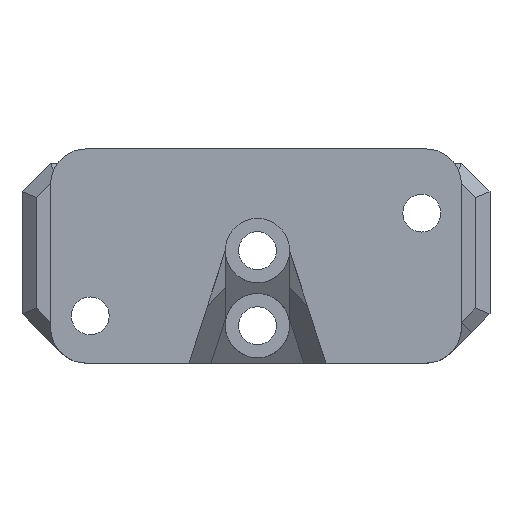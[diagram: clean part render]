
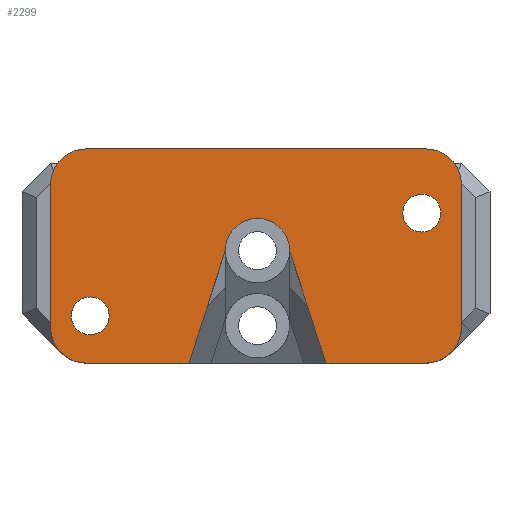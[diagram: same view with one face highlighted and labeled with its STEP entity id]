
A CAD part, left-side view. The second image highlights one B-rep face of the part: STEP entity #2299.
In plain terms, the highlighted planar face has unit normal (-1, 0, 0).
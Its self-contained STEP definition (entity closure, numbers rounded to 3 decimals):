
#43=CIRCLE('',#2427,5.);
#44=CIRCLE('',#2428,5.);
#45=CIRCLE('',#2429,5.);
#46=CIRCLE('',#2430,5.);
#47=CIRCLE('',#2431,4.5);
#48=CIRCLE('',#2432,4.5);
#49=CIRCLE('',#2433,2.65);
#50=CIRCLE('',#2434,2.65);
#86=FACE_BOUND('',#322,.T.);
#87=FACE_BOUND('',#323,.T.);
#190=FACE_OUTER_BOUND('',#321,.T.);
#321=EDGE_LOOP('',(#1677,#1678,#1679,#1680,#1681,#1682,#1683,#1684,#1685,
#1686,#1687,#1688,#1689,#1690,#1691,#1692,#1693));
#322=EDGE_LOOP('',(#1694));
#323=EDGE_LOOP('',(#1695));
#492=LINE('',#3658,#749);
#498=LINE('',#3672,#755);
#503=LINE('',#3681,#760);
#504=LINE('',#3684,#761);
#505=LINE('',#3686,#762);
#506=LINE('',#3690,#763);
#507=LINE('',#3694,#764);
#508=LINE('',#3698,#765);
#509=LINE('',#3702,#766);
#510=LINE('',#3703,#767);
#511=LINE('',#3708,#768);
#749=VECTOR('',#2653,10.);
#755=VECTOR('',#2663,10.);
#760=VECTOR('',#2670,10.);
#761=VECTOR('',#2673,10.);
#762=VECTOR('',#2674,10.);
#763=VECTOR('',#2677,10.);
#764=VECTOR('',#2680,10.);
#765=VECTOR('',#2683,10.);
#766=VECTOR('',#2686,10.);
#767=VECTOR('',#2687,10.);
#768=VECTOR('',#2692,10.);
#1009=VERTEX_POINT('',#3652);
#1011=VERTEX_POINT('',#3656);
#1015=VERTEX_POINT('',#3668);
#1017=VERTEX_POINT('',#3671);
#1020=VERTEX_POINT('',#3679);
#1021=VERTEX_POINT('',#3683);
#1022=VERTEX_POINT('',#3685);
#1023=VERTEX_POINT('',#3687);
#1024=VERTEX_POINT('',#3689);
#1025=VERTEX_POINT('',#3691);
#1026=VERTEX_POINT('',#3693);
#1027=VERTEX_POINT('',#3695);
#1028=VERTEX_POINT('',#3697);
#1029=VERTEX_POINT('',#3699);
#1030=VERTEX_POINT('',#3701);
#1031=VERTEX_POINT('',#3704);
#1032=VERTEX_POINT('',#3706);
#1033=VERTEX_POINT('',#3709);
#1034=VERTEX_POINT('',#3711);
#1253=EDGE_CURVE('',#1009,#1011,#492,.T.);
#1259=EDGE_CURVE('',#1017,#1015,#498,.T.);
#1264=EDGE_CURVE('',#1015,#1020,#503,.T.);
#1265=EDGE_CURVE('',#1011,#1021,#504,.T.);
#1266=EDGE_CURVE('',#1021,#1022,#505,.T.);
#1267=EDGE_CURVE('',#1022,#1023,#43,.T.);
#1268=EDGE_CURVE('',#1023,#1024,#506,.T.);
#1269=EDGE_CURVE('',#1024,#1025,#44,.T.);
#1270=EDGE_CURVE('',#1025,#1026,#507,.T.);
#1271=EDGE_CURVE('',#1026,#1027,#45,.T.);
#1272=EDGE_CURVE('',#1027,#1028,#508,.T.);
#1273=EDGE_CURVE('',#1028,#1029,#46,.T.);
#1274=EDGE_CURVE('',#1029,#1030,#509,.T.);
#1275=EDGE_CURVE('',#1030,#1017,#510,.T.);
#1276=EDGE_CURVE('',#1031,#1020,#47,.T.);
#1277=EDGE_CURVE('',#1032,#1031,#48,.T.);
#1278=EDGE_CURVE('',#1009,#1032,#511,.T.);
#1279=EDGE_CURVE('',#1033,#1033,#49,.T.);
#1280=EDGE_CURVE('',#1034,#1034,#50,.T.);
#1677=ORIENTED_EDGE('',*,*,#1253,.T.);
#1678=ORIENTED_EDGE('',*,*,#1265,.T.);
#1679=ORIENTED_EDGE('',*,*,#1266,.T.);
#1680=ORIENTED_EDGE('',*,*,#1267,.T.);
#1681=ORIENTED_EDGE('',*,*,#1268,.T.);
#1682=ORIENTED_EDGE('',*,*,#1269,.T.);
#1683=ORIENTED_EDGE('',*,*,#1270,.T.);
#1684=ORIENTED_EDGE('',*,*,#1271,.T.);
#1685=ORIENTED_EDGE('',*,*,#1272,.T.);
#1686=ORIENTED_EDGE('',*,*,#1273,.T.);
#1687=ORIENTED_EDGE('',*,*,#1274,.T.);
#1688=ORIENTED_EDGE('',*,*,#1275,.T.);
#1689=ORIENTED_EDGE('',*,*,#1259,.T.);
#1690=ORIENTED_EDGE('',*,*,#1264,.T.);
#1691=ORIENTED_EDGE('',*,*,#1276,.F.);
#1692=ORIENTED_EDGE('',*,*,#1277,.F.);
#1693=ORIENTED_EDGE('',*,*,#1278,.F.);
#1694=ORIENTED_EDGE('',*,*,#1279,.F.);
#1695=ORIENTED_EDGE('',*,*,#1280,.F.);
#2195=PLANE('',#2426);
#2299=ADVANCED_FACE('',(#190,#86,#87),#2195,.T.);
#2426=AXIS2_PLACEMENT_3D('',#3682,#2671,#2672);
#2427=AXIS2_PLACEMENT_3D('',#3688,#2675,#2676);
#2428=AXIS2_PLACEMENT_3D('',#3692,#2678,#2679);
#2429=AXIS2_PLACEMENT_3D('',#3696,#2681,#2682);
#2430=AXIS2_PLACEMENT_3D('',#3700,#2684,#2685);
#2431=AXIS2_PLACEMENT_3D('',#3705,#2688,#2689);
#2432=AXIS2_PLACEMENT_3D('',#3707,#2690,#2691);
#2433=AXIS2_PLACEMENT_3D('',#3710,#2693,#2694);
#2434=AXIS2_PLACEMENT_3D('',#3712,#2695,#2696);
#2653=DIRECTION('',(0.,-0.679,-0.734));
#2663=DIRECTION('',(0.,-0.679,0.734));
#2670=DIRECTION('',(0.,0.,1.));
#2671=DIRECTION('center_axis',(-1.,0.,0.));
#2672=DIRECTION('ref_axis',(0.,0.,-1.));
#2673=DIRECTION('',(0.,-0.308,-0.951));
#2674=DIRECTION('',(0.,-1.,0.));
#2675=DIRECTION('center_axis',(-1.,0.,0.));
#2676=DIRECTION('ref_axis',(0.,0.,-1.));
#2677=DIRECTION('',(0.,0.,1.));
#2678=DIRECTION('center_axis',(-1.,0.,0.));
#2679=DIRECTION('ref_axis',(0.,-0.707,0.707));
#2680=DIRECTION('',(0.,1.,0.));
#2681=DIRECTION('center_axis',(-1.,0.,0.));
#2682=DIRECTION('ref_axis',(0.,0.707,0.707));
#2683=DIRECTION('',(0.,0.,-1.));
#2684=DIRECTION('center_axis',(-1.,0.,0.));
#2685=DIRECTION('ref_axis',(0.,0.707,-0.707));
#2686=DIRECTION('',(0.,-1.,0.));
#2687=DIRECTION('',(0.,-0.308,0.951));
#2688=DIRECTION('center_axis',(-1.,0.,0.));
#2689=DIRECTION('ref_axis',(0.,0.,-1.));
#2690=DIRECTION('center_axis',(-1.,0.,0.));
#2691=DIRECTION('ref_axis',(0.,0.,-1.));
#2692=DIRECTION('',(0.,0.,1.));
#2693=DIRECTION('center_axis',(-1.,0.,0.));
#2694=DIRECTION('ref_axis',(0.,0.,1.));
#2695=DIRECTION('center_axis',(-1.,0.,0.));
#2696=DIRECTION('ref_axis',(0.,0.,1.));
#3652=CARTESIAN_POINT('',(-26.,-4.7,15.632));
#3656=CARTESIAN_POINT('',(-26.,-4.754,15.574));
#3658=CARTESIAN_POINT('',(-26.,-5.746,14.502));
#3668=CARTESIAN_POINT('',(-26.,4.3,15.632));
#3671=CARTESIAN_POINT('',(-26.,4.354,15.574));
#3672=CARTESIAN_POINT('',(-26.,5.29,14.563));
#3679=CARTESIAN_POINT('',(-26.,4.3,15.75));
#3681=CARTESIAN_POINT('',(-26.,4.3,15.375));
#3682=CARTESIAN_POINT('Origin',(-26.,0.,15.));
#3683=CARTESIAN_POINT('',(-26.,-9.8,0.));
#3684=CARTESIAN_POINT('',(-26.,-5.86,12.159));
#3685=CARTESIAN_POINT('',(-26.,-23.75,0.));
#3686=CARTESIAN_POINT('',(-26.,28.75,0.));
#3687=CARTESIAN_POINT('',(-26.,-28.75,5.));
#3688=CARTESIAN_POINT('Origin',(-26.,-23.75,5.));
#3689=CARTESIAN_POINT('',(-26.,-28.75,25.));
#3690=CARTESIAN_POINT('',(-26.,-28.75,0.));
#3691=CARTESIAN_POINT('',(-26.,-23.75,30.));
#3692=CARTESIAN_POINT('Origin',(-26.,-23.75,25.));
#3693=CARTESIAN_POINT('',(-26.,23.75,30.));
#3694=CARTESIAN_POINT('',(-26.,-28.75,30.));
#3695=CARTESIAN_POINT('',(-26.,28.75,25.));
#3696=CARTESIAN_POINT('Origin',(-26.,23.75,25.));
#3697=CARTESIAN_POINT('',(-26.,28.75,5.));
#3698=CARTESIAN_POINT('',(-26.,28.75,30.));
#3699=CARTESIAN_POINT('',(-26.,23.75,0.));
#3700=CARTESIAN_POINT('Origin',(-26.,23.75,5.));
#3701=CARTESIAN_POINT('',(-26.,9.4,0.));
#3702=CARTESIAN_POINT('',(-26.,28.75,0.));
#3703=CARTESIAN_POINT('',(-26.,5.479,12.101));
#3704=CARTESIAN_POINT('',(-26.,-0.2,20.25));
#3705=CARTESIAN_POINT('Origin',(-26.,-0.2,15.75));
#3706=CARTESIAN_POINT('',(-26.,-4.7,15.75));
#3707=CARTESIAN_POINT('Origin',(-26.,-0.2,15.75));
#3708=CARTESIAN_POINT('',(-26.,-4.7,7.5));
#3709=CARTESIAN_POINT('',(-26.,-23.2,18.35));
#3710=CARTESIAN_POINT('Origin',(-26.,-23.2,21.));
#3711=CARTESIAN_POINT('',(-26.,23.2,3.97));
#3712=CARTESIAN_POINT('Origin',(-26.,23.2,6.62));
